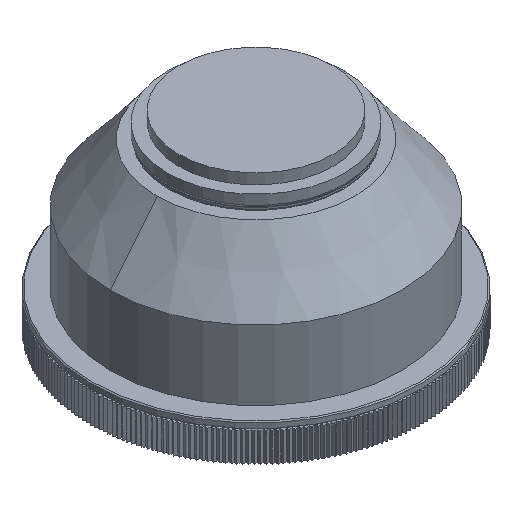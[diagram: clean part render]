
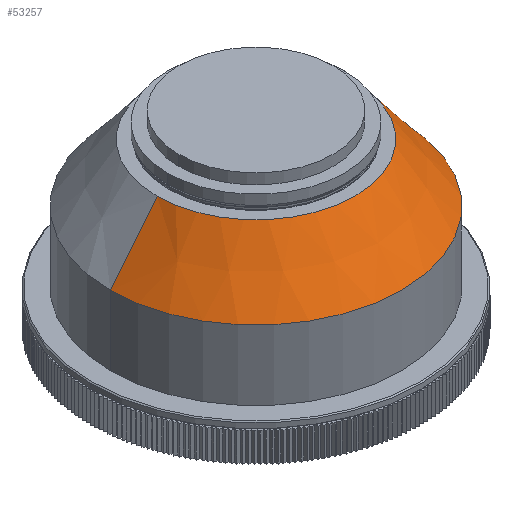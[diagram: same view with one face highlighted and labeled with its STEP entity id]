
A CAD part, isometric view. The second image highlights one B-rep face of the part: STEP entity #53257.
In plain terms, the highlighted conical face has half-angle 38.884 degrees and reference radius 70 mm.
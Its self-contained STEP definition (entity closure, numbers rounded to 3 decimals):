
#136 = FACE_OUTER_BOUND ( 'NONE', #26428, .T. ) ;
#2800 = AXIS2_PLACEMENT_3D ( 'NONE', #66823, #39078, #49417 ) ;
#4088 = DIRECTION ( 'NONE',  ( 1., 0., 0. ) ) ;
#4913 = ORIENTED_EDGE ( 'NONE', *, *, #69833, .T. ) ;
#8498 = LINE ( 'NONE', #18315, #42710 ) ;
#8759 = CARTESIAN_POINT ( 'NONE',  ( 70., 0., -35.501 ) ) ;
#9434 = ORIENTED_EDGE ( 'NONE', *, *, #37740, .F. ) ;
#10839 = EDGE_CURVE ( 'NONE', #21740, #26669, #8498, .T. ) ;
#13195 = EDGE_CURVE ( 'NONE', #38624, #55374, #71563, .T. ) ;
#16838 = CIRCLE ( 'NONE', #20341, 70. ) ;
#18315 = CARTESIAN_POINT ( 'NONE',  ( 70., 0., -35.501 ) ) ;
#20341 = AXIS2_PLACEMENT_3D ( 'NONE', #59768, #25663, #4088 ) ;
#21740 = VERTEX_POINT ( 'NONE', #25519 ) ;
#25519 = CARTESIAN_POINT ( 'NONE',  ( 47.5, 0., -7.601 ) ) ;
#25663 = DIRECTION ( 'NONE',  ( 0., 0., 1. ) ) ;
#26428 = EDGE_LOOP ( 'NONE', ( #69784, #9434, #70357, #4913 ) ) ;
#26669 = VERTEX_POINT ( 'NONE', #8759 ) ;
#27806 = DIRECTION ( 'NONE',  ( -0.628, 0., -0.778 ) ) ;
#28020 = CARTESIAN_POINT ( 'NONE',  ( -70., 0., -35.501 ) ) ;
#31780 = CONICAL_SURFACE ( 'NONE', #60654, 70., 0.679 ) ;
#37740 = EDGE_CURVE ( 'Defeature ausgef�hrt1_3+Defeature ausgef�hrt1_2+Defeature ausgef�hrt1_2+Defeature ausgef�hrt1_2', #38624, #21740, #42567, .T. ) ;
#38624 = VERTEX_POINT ( 'NONE', #59126 ) ;
#39078 = DIRECTION ( 'NONE',  ( 0., 0., 1. ) ) ;
#41823 = DIRECTION ( 'NONE',  ( 0.628, 0., -0.778 ) ) ;
#42567 = CIRCLE ( 'NONE', #2800, 47.5 ) ;
#42710 = VECTOR ( 'NONE', #41823, 1000. ) ;
#49417 = DIRECTION ( 'NONE',  ( 1., 0., 0. ) ) ;
#51302 = CARTESIAN_POINT ( 'NONE',  ( 0., 0., -35.501 ) ) ;
#53257 = ADVANCED_FACE ( 'Defeature ausgef�hrt1_2', ( #136 ), #31780, .T. ) ;
#55374 = VERTEX_POINT ( 'NONE', #28020 ) ;
#56624 = VECTOR ( 'NONE', #27806, 1000. ) ;
#57235 = DIRECTION ( 'NONE',  ( -1., 0., 0. ) ) ;
#59126 = CARTESIAN_POINT ( 'NONE',  ( -47.5, 0., -7.601 ) ) ;
#59768 = CARTESIAN_POINT ( 'NONE',  ( 0., 0., -35.501 ) ) ;
#60654 = AXIS2_PLACEMENT_3D ( 'NONE', #51302, #64066, #57235 ) ;
#64066 = DIRECTION ( 'NONE',  ( 0., 0., -1. ) ) ;
#66823 = CARTESIAN_POINT ( 'NONE',  ( 0., 0., -7.601 ) ) ;
#69784 = ORIENTED_EDGE ( 'NONE', *, *, #10839, .F. ) ;
#69833 = EDGE_CURVE ( 'Defeature ausgef�hrt1_2+Defeature ausgef�hrt1_10+Defeature ausgef�hrt1_10+Defeature ausgef�hrt1_10', #55374, #26669, #16838, .T. ) ;
#70357 = ORIENTED_EDGE ( 'NONE', *, *, #13195, .T. ) ;
#71302 = CARTESIAN_POINT ( 'NONE',  ( -70., 0., -35.501 ) ) ;
#71563 = LINE ( 'NONE', #71302, #56624 ) ;
